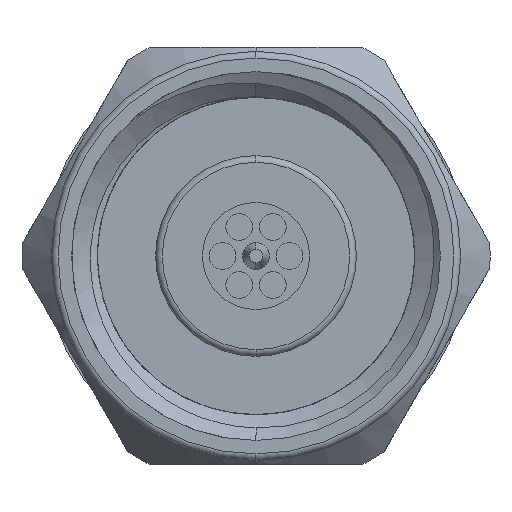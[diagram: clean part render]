
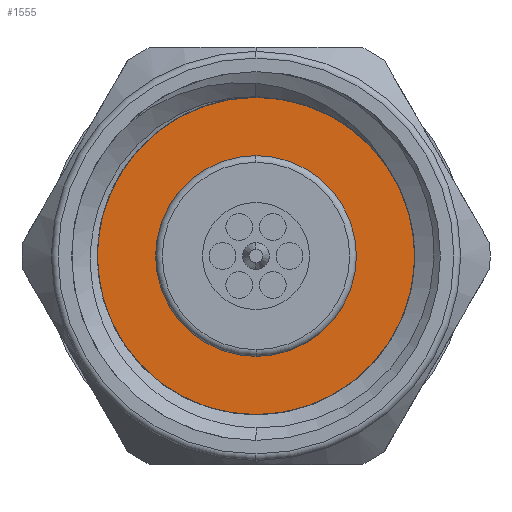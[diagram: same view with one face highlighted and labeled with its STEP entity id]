
A CAD part, left-side view. The second image highlights one B-rep face of the part: STEP entity #1555.
In plain terms, the highlighted planar face has unit normal (-1, 0, 0).
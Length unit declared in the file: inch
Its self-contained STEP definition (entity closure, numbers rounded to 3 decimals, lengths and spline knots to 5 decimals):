
#102 = CARTESIAN_POINT ( 'NONE',  ( 0.2, -0.13627, -0.01276 ) ) ;
#318 = CARTESIAN_POINT ( 'NONE',  ( 0.2, -0.00592, -0.13445 ) ) ;
#391 = CARTESIAN_POINT ( 'NONE',  ( 0.2, 0.05773, 0.10362 ) ) ;
#446 = CARTESIAN_POINT ( 'NONE',  ( 0.2, 0.06455, 0.09982 ) ) ;
#509 = EDGE_LOOP ( 'NONE', ( #2500, #6747, #1206, #7631 ) ) ;
#531 = DIRECTION ( 'NONE',  ( 0., 0., 1. ) ) ;
#623 = CARTESIAN_POINT ( 'NONE',  ( 0.2, -0.10685, 0.07525 ) ) ;
#674 = CARTESIAN_POINT ( 'NONE',  ( 0.2, 0.05773, 0.10362 ) ) ;
#694 = CARTESIAN_POINT ( 'NONE',  ( 0.2, -0.07922, 0.10102 ) ) ;
#873 = B_SPLINE_CURVE_WITH_KNOTS ( 'NONE', 3,
 ( #391, #446, #7166, #4725, #1692, #7108, #7193, #5886, #2210, #6554 ),
 .UNSPECIFIED., .F., .F.,
 ( 4, 2, 2, 2, 4 ),
 ( 0., 0.00059, 0.00119, 0.00178, 0.00238 ),
 .UNSPECIFIED. ) ;
#1206 = ORIENTED_EDGE ( 'NONE', *, *, #3194, .T. ) ;
#1251 = CARTESIAN_POINT ( 'NONE',  ( 0.2, -0.13254, -0.0377 ) ) ;
#1296 = CARTESIAN_POINT ( 'NONE',  ( 0.2, -0.13522, 0.00614 ) ) ;
#1555 = ADVANCED_FACE ( 'NONE', ( #4209 ), #5374, .T. ) ;
#1610 = CARTESIAN_POINT ( 'NONE',  ( 0.2, 0.05442, -0.11836 ) ) ;
#1692 = CARTESIAN_POINT ( 'NONE',  ( 0.2, 0.08823, 0.07965 ) ) ;
#1718 = CARTESIAN_POINT ( 'NONE',  ( 0.2, 0., 0. ) ) ;
#1899 = CARTESIAN_POINT ( 'NONE',  ( 0.2, -0.00158, 0.12351 ) ) ;
#1944 = DIRECTION ( 'NONE',  ( -1., 0., 0. ) ) ;
#2122 = EDGE_CURVE ( 'NONE', #2550, #6222, #3140, .T. ) ;
#2166 = CARTESIAN_POINT ( 'NONE',  ( 0.2, 0.07044, -0.10814 ) ) ;
#2210 = CARTESIAN_POINT ( 'NONE',  ( 0.2, 0.11195, 0.03997 ) ) ;
#2439 = CARTESIAN_POINT ( 'NONE',  ( 0.2, -0.13191, 0.02484 ) ) ;
#2490 = CARTESIAN_POINT ( 'NONE',  ( 0.2, 0.03544, 0.11575 ) ) ;
#2500 = ORIENTED_EDGE ( 'NONE', *, *, #6391, .T. ) ;
#2550 = VERTEX_POINT ( 'NONE', #5618 ) ;
#2755 = CARTESIAN_POINT ( 'NONE',  ( 0.2, 0.12071, 0.00814 ) ) ;
#2781 = CARTESIAN_POINT ( 'NONE',  ( 0.2, 0.11409, 0.03245 ) ) ;
#2839 = CARTESIAN_POINT ( 'NONE',  ( 0.2, 0.11236, -0.05401 ) ) ;
#3068 = CARTESIAN_POINT ( 'NONE',  ( 0.2, -0.07397, 0.10444 ) ) ;
#3090 = CARTESIAN_POINT ( 'NONE',  ( 0.2, -0.13528, -0.02527 ) ) ;
#3121 = CARTESIAN_POINT ( 'NONE',  ( 0.2, -0.13023, 0.03088 ) ) ;
#3140 = B_SPLINE_CURVE_WITH_KNOTS ( 'NONE', 3,
 ( #2781, #4705, #2755, #5225, #5920, #7118, #2839, #6508, #5274, #3455, #4679, #3402, #6480, #2166, #7653, #1610, #5894, #4050, #3993, #318, #4618, #4594, #4081, #6427 ),
 .UNSPECIFIED., .F., .F.,
 ( 4, 2, 2, 2, 2, 2, 2, 2, 2, 2, 2, 4 ),
 ( 0., 0.00096, 0.00191, 0.00239, 0.00287, 0.00335, 0.00383, 0.0043, 0.00478, 0.00574, 0.0067, 0.00765 ),
 .UNSPECIFIED. ) ;
#3194 = EDGE_CURVE ( 'NONE', #7253, #2550, #873, .T. ) ;
#3274 = VERTEX_POINT ( 'NONE', #7779 ) ;
#3402 = CARTESIAN_POINT ( 'NONE',  ( 0.2, 0.0847, -0.0958 ) ) ;
#3455 = CARTESIAN_POINT ( 'NONE',  ( 0.2, 0.09709, -0.08143 ) ) ;
#3467 = B_SPLINE_CURVE_WITH_KNOTS ( 'NONE', 3,
 ( #1251, #3090, #102, #1296, #6743, #2439, #3121, #7377, #6217, #623, #6192, #4965, #6793, #694, #3068, #6162, #7357, #3700, #5574, #1899, #3727, #2490, #6700, #674 ),
 .UNSPECIFIED., .F., .F.,
 ( 4, 2, 2, 2, 2, 2, 2, 2, 2, 2, 2, 4 ),
 ( 0., 0.00096, 0.00143, 0.00191, 0.00287, 0.00335, 0.00382, 0.0043, 0.00478, 0.00574, 0.00669, 0.00765 ),
 .UNSPECIFIED. ) ;
#3700 = CARTESIAN_POINT ( 'NONE',  ( 0.2, -0.03932, 0.11969 ) ) ;
#3727 = CARTESIAN_POINT ( 'NONE',  ( 0.2, 0.01091, 0.12227 ) ) ;
#3808 = AXIS2_PLACEMENT_3D ( 'NONE', #1718, #7825, #531 ) ;
#3952 = AXIS2_PLACEMENT_3D ( 'NONE', #7444, #1944, #6190 ) ;
#3993 = CARTESIAN_POINT ( 'NONE',  ( 0.2, 0.01902, -0.13174 ) ) ;
#4050 = CARTESIAN_POINT ( 'NONE',  ( 0.2, 0.03147, -0.12852 ) ) ;
#4081 = CARTESIAN_POINT ( 'NONE',  ( 0.2, -0.0556, -0.12588 ) ) ;
#4209 = FACE_OUTER_BOUND ( 'NONE', #509, .T. ) ;
#4594 = CARTESIAN_POINT ( 'NONE',  ( 0.2, -0.04351, -0.12973 ) ) ;
#4618 = CARTESIAN_POINT ( 'NONE',  ( 0.2, -0.01876, -0.13401 ) ) ;
#4679 = CARTESIAN_POINT ( 'NONE',  ( 0.2, 0.09316, -0.08648 ) ) ;
#4705 = CARTESIAN_POINT ( 'NONE',  ( 0.2, 0.11842, 0.02048 ) ) ;
#4725 = CARTESIAN_POINT ( 'NONE',  ( 0.2, 0.08277, 0.08531 ) ) ;
#4965 = CARTESIAN_POINT ( 'NONE',  ( 0.2, -0.09398, 0.08913 ) ) ;
#5187 = EDGE_CURVE ( 'NONE', #3274, #7253, #3467, .T. ) ;
#5225 = CARTESIAN_POINT ( 'NONE',  ( 0.2, 0.1214, -0.01725 ) ) ;
#5274 = CARTESIAN_POINT ( 'NONE',  ( 0.2, 0.10405, -0.0709 ) ) ;
#5374 = PLANE ( 'NONE',  #3808 ) ;
#5568 = CARTESIAN_POINT ( 'NONE',  ( 0.2, -0.06706, -0.12038 ) ) ;
#5574 = CARTESIAN_POINT ( 'NONE',  ( 0.2, -0.02697, 0.12222 ) ) ;
#5618 = CARTESIAN_POINT ( 'NONE',  ( 0.2, 0.11409, 0.03245 ) ) ;
#5886 = CARTESIAN_POINT ( 'NONE',  ( 0.2, 0.10907, 0.04727 ) ) ;
#5894 = CARTESIAN_POINT ( 'NONE',  ( 0.2, 0.04883, -0.12121 ) ) ;
#5920 = CARTESIAN_POINT ( 'NONE',  ( 0.2, 0.11981, -0.02977 ) ) ;
#6162 = CARTESIAN_POINT ( 'NONE',  ( 0.2, -0.06295, 0.1105 ) ) ;
#6190 = DIRECTION ( 'NONE',  ( 0., 0., 1. ) ) ;
#6192 = CARTESIAN_POINT ( 'NONE',  ( 0.2, -0.1028, 0.08006 ) ) ;
#6217 = CARTESIAN_POINT ( 'NONE',  ( 0.2, -0.11792, 0.06001 ) ) ;
#6222 = VERTEX_POINT ( 'NONE', #5568 ) ;
#6391 = EDGE_CURVE ( 'NONE', #6222, #3274, #7209, .T. ) ;
#6427 = CARTESIAN_POINT ( 'NONE',  ( 0.2, -0.06706, -0.12038 ) ) ;
#6480 = CARTESIAN_POINT ( 'NONE',  ( 0.2, 0.08016, -0.10013 ) ) ;
#6508 = CARTESIAN_POINT ( 'NONE',  ( 0.2, 0.1071, -0.06542 ) ) ;
#6554 = CARTESIAN_POINT ( 'NONE',  ( 0.2, 0.11409, 0.03245 ) ) ;
#6700 = CARTESIAN_POINT ( 'NONE',  ( 0.2, 0.04705, 0.11059 ) ) ;
#6743 = CARTESIAN_POINT ( 'NONE',  ( 0.2, -0.13441, 0.01249 ) ) ;
#6747 = ORIENTED_EDGE ( 'NONE', *, *, #5187, .T. ) ;
#6793 = CARTESIAN_POINT ( 'NONE',  ( 0.2, -0.08921, 0.09339 ) ) ;
#7108 = CARTESIAN_POINT ( 'NONE',  ( 0.2, 0.09783, 0.06753 ) ) ;
#7118 = CARTESIAN_POINT ( 'NONE',  ( 0.2, 0.11458, -0.04805 ) ) ;
#7166 = CARTESIAN_POINT ( 'NONE',  ( 0.2, 0.07097, 0.09536 ) ) ;
#7193 = CARTESIAN_POINT ( 'NONE',  ( 0.2, 0.10199, 0.06105 ) ) ;
#7209 = CIRCLE ( 'NONE', #3952, 0.1378 ) ;
#7253 = VERTEX_POINT ( 'NONE', #7371 ) ;
#7357 = CARTESIAN_POINT ( 'NONE',  ( 0.2, -0.05713, 0.11315 ) ) ;
#7371 = CARTESIAN_POINT ( 'NONE',  ( 0.2, 0.05773, 0.10362 ) ) ;
#7377 = CARTESIAN_POINT ( 'NONE',  ( 0.2, -0.12392, 0.04861 ) ) ;
#7444 = CARTESIAN_POINT ( 'NONE',  ( 0.2, 0., 0. ) ) ;
#7631 = ORIENTED_EDGE ( 'NONE', *, *, #2122, .T. ) ;
#7653 = CARTESIAN_POINT ( 'NONE',  ( 0.2, 0.06522, -0.11184 ) ) ;
#7779 = CARTESIAN_POINT ( 'NONE',  ( 0.2, -0.13254, -0.0377 ) ) ;
#7825 = DIRECTION ( 'NONE',  ( -1., 0., 0. ) ) ;
